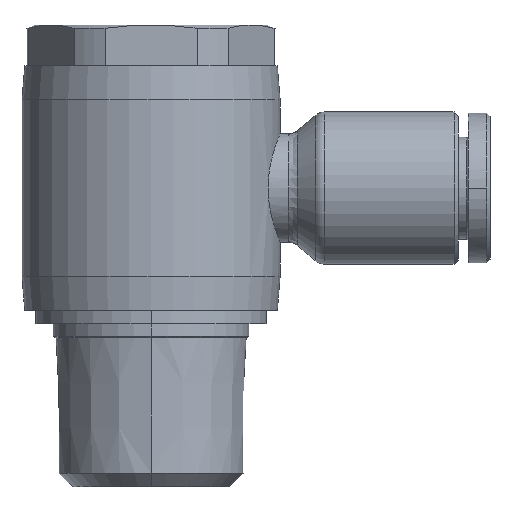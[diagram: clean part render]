
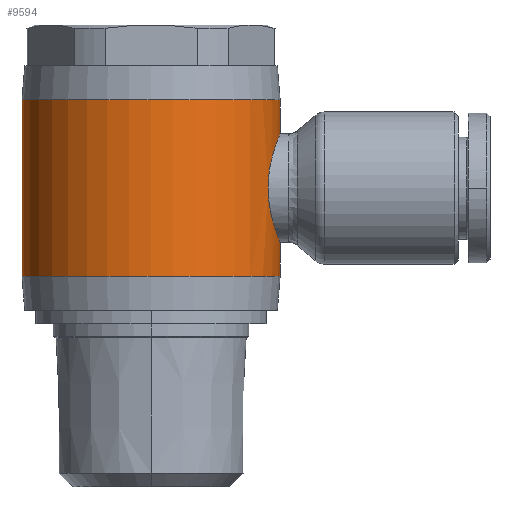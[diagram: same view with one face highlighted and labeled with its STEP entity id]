
A CAD part, front view. The second image highlights one B-rep face of the part: STEP entity #9594.
In plain terms, the highlighted cylindrical face has radius 9.5 mm (diameter 19 mm), a partial arc.
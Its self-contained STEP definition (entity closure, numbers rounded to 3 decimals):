
#225=CARTESIAN_POINT('',(-7.5,0.,4.0));
#226=VERTEX_POINT('',#225);
#242=CARTESIAN_POINT('',(-7.5,0.,-4.));
#243=VERTEX_POINT('',#242);
#405=CARTESIAN_POINT('',(-7.5,0.,6.5));
#406=VERTEX_POINT('',#405);
#415=CARTESIAN_POINT('',(11.5,0.,6.5));
#416=VERTEX_POINT('',#415);
#449=CARTESIAN_POINT('',(-7.5,0.,-6.5));
#450=VERTEX_POINT('',#449);
#466=CARTESIAN_POINT('',(11.5,0.,-6.5));
#467=VERTEX_POINT('',#466);
#489=CARTESIAN_POINT('',(-7.5,0.,-6.5));
#490=DIRECTION('',(0.0,0.0,1.0));
#491=VECTOR('',#490,2.5);
#492=LINE('',#489,#491);
#493=EDGE_CURVE('',#450,#243,#492,.T.);
#496=CARTESIAN_POINT('',(11.5,0.,6.5));
#497=DIRECTION('',(0.0,0.0,-1.0));
#498=VECTOR('',#497,13.);
#499=LINE('',#496,#498);
#500=EDGE_CURVE('',#416,#467,#499,.T.);
#503=CARTESIAN_POINT('',(-7.5,0.,4.0));
#504=DIRECTION('',(0.0,0.0,1.0));
#505=VECTOR('',#504,2.5);
#506=LINE('',#503,#505);
#507=EDGE_CURVE('',#226,#406,#506,.T.);
#9526=CARTESIAN_POINT('',(2.,0.,0.));
#9527=DIRECTION('',(0.,0.,1.0));
#9528=DIRECTION('',(-1.0,0.0,0.0));
#9529=AXIS2_PLACEMENT_3D('',#9526,#9527,#9528);
#9530=CYLINDRICAL_SURFACE('',#9529,9.5);
#9531=ORIENTED_EDGE('',*,*,#493,.T.);
#9532=CARTESIAN_POINT('',(-6.617,4.,0.));
#9533=VERTEX_POINT('',#9532);
#9534=CARTESIAN_POINT('',(-6.617,4.,0.));
#9535=CARTESIAN_POINT('',(-6.617,4.,-0.255));
#9536=CARTESIAN_POINT('',(-6.628,3.975,-0.517));
#9537=CARTESIAN_POINT('',(-6.675,3.872,-1.037));
#9538=CARTESIAN_POINT('',(-6.71,3.794,-1.294));
#9539=CARTESIAN_POINT('',(-6.797,3.589,-1.785));
#9540=CARTESIAN_POINT('',(-6.848,3.462,-2.02));
#9541=CARTESIAN_POINT('',(-6.957,3.17,-2.454));
#9542=CARTESIAN_POINT('',(-7.014,3.004,-2.653));
#9543=CARTESIAN_POINT('',(-7.124,2.653,-3.004));
#9544=CARTESIAN_POINT('',(-7.18,2.454,-3.17));
#9545=CARTESIAN_POINT('',(-7.285,2.02,-3.462));
#9546=CARTESIAN_POINT('',(-7.334,1.785,-3.589));
#9547=CARTESIAN_POINT('',(-7.415,1.294,-3.794));
#9548=CARTESIAN_POINT('',(-7.447,1.036,-3.873));
#9549=CARTESIAN_POINT('',(-7.49,0.517,-3.975));
#9550=CARTESIAN_POINT('',(-7.5,0.254,-4.));
#9551=CARTESIAN_POINT('',(-7.5,0.,-4.));
#9552=B_SPLINE_CURVE_WITH_KNOTS('',3,(#9534,#9535,#9536,#9537,#9538,#9539,#9540,#9541,#9542,#9543,#9544,#9545,#9546,#9547,#9548,#9549,#9550,#9551),.UNSPECIFIED.,.F.,.U.,(4,2,2,2,2,2,2,2,4),(0.0,0.764,1.529,2.293,3.057,3.821,4.584,5.347,6.111),.UNSPECIFIED.);
#9553=EDGE_CURVE('',#9533,#243,#9552,.T.);
#9554=ORIENTED_EDGE('',*,*,#9553,.F.);
#9555=CARTESIAN_POINT('',(-7.5,0.,4.0));
#9556=CARTESIAN_POINT('',(-7.5,0.254,4.0));
#9557=CARTESIAN_POINT('',(-7.49,0.517,3.975));
#9558=CARTESIAN_POINT('',(-7.447,1.036,3.873));
#9559=CARTESIAN_POINT('',(-7.415,1.294,3.794));
#9560=CARTESIAN_POINT('',(-7.334,1.785,3.589));
#9561=CARTESIAN_POINT('',(-7.285,2.02,3.462));
#9562=CARTESIAN_POINT('',(-7.18,2.454,3.17));
#9563=CARTESIAN_POINT('',(-7.124,2.653,3.004));
#9564=CARTESIAN_POINT('',(-7.014,3.004,2.653));
#9565=CARTESIAN_POINT('',(-6.957,3.17,2.454));
#9566=CARTESIAN_POINT('',(-6.848,3.462,2.02));
#9567=CARTESIAN_POINT('',(-6.797,3.589,1.785));
#9568=CARTESIAN_POINT('',(-6.71,3.794,1.294));
#9569=CARTESIAN_POINT('',(-6.675,3.872,1.037));
#9570=CARTESIAN_POINT('',(-6.628,3.975,0.517));
#9571=CARTESIAN_POINT('',(-6.617,4.,0.255));
#9572=CARTESIAN_POINT('',(-6.617,4.,0.));
#9573=B_SPLINE_CURVE_WITH_KNOTS('',3,(#9555,#9556,#9557,#9558,#9559,#9560,#9561,#9562,#9563,#9564,#9565,#9566,#9567,#9568,#9569,#9570,#9571,#9572),.UNSPECIFIED.,.F.,.U.,(4,2,2,2,2,2,2,2,4),(18.332,19.096,19.859,20.622,21.386,22.15,22.914,23.679,24.443),.UNSPECIFIED.);
#9574=EDGE_CURVE('',#226,#9533,#9573,.T.);
#9575=ORIENTED_EDGE('',*,*,#9574,.F.);
#9576=ORIENTED_EDGE('',*,*,#507,.T.);
#9577=CARTESIAN_POINT('',(2.,0.,6.5));
#9578=DIRECTION('',(0.0,0.0,1.0));
#9579=DIRECTION('',(-1.0,0.0,0.0));
#9580=AXIS2_PLACEMENT_3D('',#9577,#9578,#9579);
#9581=CIRCLE('',#9580,9.5);
#9582=EDGE_CURVE('',#416,#406,#9581,.T.);
#9583=ORIENTED_EDGE('',*,*,#9582,.F.);
#9584=ORIENTED_EDGE('',*,*,#500,.T.);
#9585=CARTESIAN_POINT('',(2.0,0.,-6.5));
#9586=DIRECTION('',(0.0,0.0,1.0));
#9587=DIRECTION('',(-1.0,0.0,0.0));
#9588=AXIS2_PLACEMENT_3D('',#9585,#9586,#9587);
#9589=CIRCLE('',#9588,9.5);
#9590=EDGE_CURVE('',#467,#450,#9589,.T.);
#9591=ORIENTED_EDGE('',*,*,#9590,.T.);
#9592=EDGE_LOOP('',(#9531,#9554,#9575,#9576,#9583,#9584,#9591));
#9593=FACE_OUTER_BOUND('',#9592,.T.);
#9594=ADVANCED_FACE('',(#9593),#9530,.T.);
